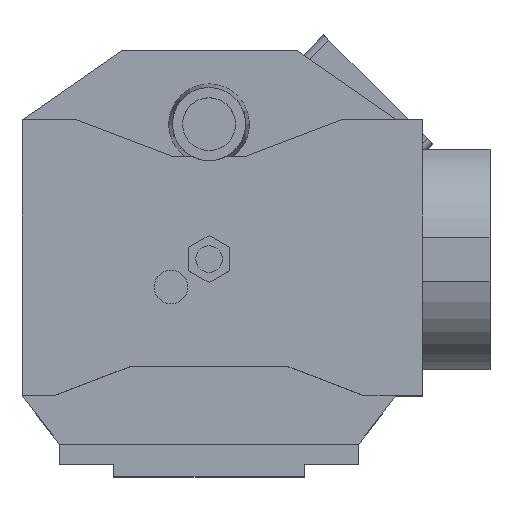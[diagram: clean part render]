
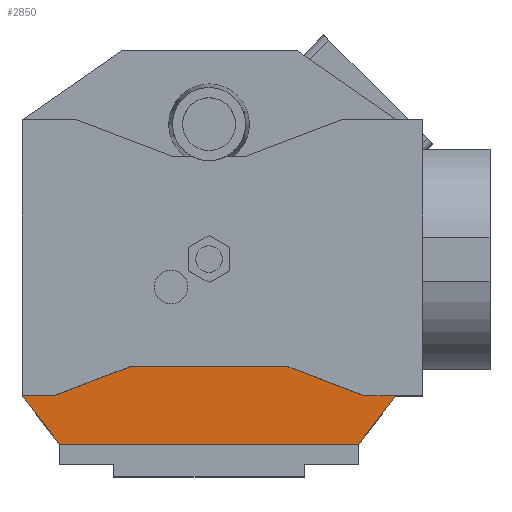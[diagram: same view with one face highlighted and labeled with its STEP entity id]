
A CAD part, top view. The second image highlights one B-rep face of the part: STEP entity #2850.
In plain terms, the highlighted planar face has unit normal (0, 0, 1).
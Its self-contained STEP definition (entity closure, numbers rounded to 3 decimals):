
#4 = LINE ( 'NONE', #2370, #2424 ) ;
#107 = EDGE_CURVE ( 'NONE', #3748, #2336, #912, .T. ) ;
#122 = EDGE_CURVE ( 'NONE', #3276, #1149, #1917, .T. ) ;
#191 = CARTESIAN_POINT ( 'NONE',  ( -127.5, -94., -48. ) ) ;
#324 = ORIENTED_EDGE ( 'NONE', *, *, #3864, .F. ) ;
#400 = CARTESIAN_POINT ( 'NONE',  ( 127.5, -94., -48. ) ) ;
#480 = DIRECTION ( 'NONE',  ( 0.934, -0.357, 0. ) ) ;
#615 = DIRECTION ( 'NONE',  ( 0.934, 0.357, 0. ) ) ;
#644 = DIRECTION ( 'NONE',  ( -0.611, -0.791, 0. ) ) ;
#657 = CARTESIAN_POINT ( 'NONE',  ( -127.5, -94., -48. ) ) ;
#700 = LINE ( 'NONE', #1641, #1565 ) ;
#829 = VERTEX_POINT ( 'NONE', #1366 ) ;
#912 = LINE ( 'NONE', #1275, #1821 ) ;
#990 = VECTOR ( 'NONE', #1276, 1000. ) ;
#1010 = VECTOR ( 'NONE', #644, 1000. ) ;
#1108 = VERTEX_POINT ( 'NONE', #400 ) ;
#1139 = CARTESIAN_POINT ( 'NONE',  ( 53.1, -74., -48. ) ) ;
#1149 = VERTEX_POINT ( 'NONE', #2229 ) ;
#1178 = ORIENTED_EDGE ( 'NONE', *, *, #3407, .F. ) ;
#1215 = ORIENTED_EDGE ( 'NONE', *, *, #3369, .F. ) ;
#1275 = CARTESIAN_POINT ( 'NONE',  ( -105.5, -94., -48. ) ) ;
#1276 = DIRECTION ( 'NONE',  ( -0.611, 0.791, 0. ) ) ;
#1366 = CARTESIAN_POINT ( 'NONE',  ( 105.5, -94., -48. ) ) ;
#1373 = LINE ( 'NONE', #657, #990 ) ;
#1375 = DIRECTION ( 'NONE',  ( 1., 0., 0. ) ) ;
#1378 = EDGE_CURVE ( 'NONE', #3790, #3748, #4, .T. ) ;
#1425 = EDGE_LOOP ( 'NONE', ( #3248, #2884, #2956, #324, #1178, #3152, #3566, #1215 ) ) ;
#1465 = VECTOR ( 'NONE', #1375, 1000. ) ;
#1565 = VECTOR ( 'NONE', #2860, 1000. ) ;
#1640 = EDGE_CURVE ( 'NONE', #1108, #3276, #2749, .T. ) ;
#1641 = CARTESIAN_POINT ( 'NONE',  ( -53.1, -74., -48. ) ) ;
#1683 = VERTEX_POINT ( 'NONE', #3984 ) ;
#1708 = CARTESIAN_POINT ( 'NONE',  ( 105.5, -94., -48. ) ) ;
#1718 = DIRECTION ( 'NONE',  ( 0., 0., 1. ) ) ;
#1749 = LINE ( 'NONE', #1139, #3788 ) ;
#1821 = VECTOR ( 'NONE', #615, 1000. ) ;
#1917 = LINE ( 'NONE', #2770, #2467 ) ;
#2036 = CARTESIAN_POINT ( 'NONE',  ( -105.5, -94., -48. ) ) ;
#2176 = CARTESIAN_POINT ( 'NONE',  ( 102., -127., -48. ) ) ;
#2229 = CARTESIAN_POINT ( 'NONE',  ( -102., -127., -48. ) ) ;
#2298 = PLANE ( 'NONE',  #2407 ) ;
#2336 = VERTEX_POINT ( 'NONE', #2504 ) ;
#2370 = CARTESIAN_POINT ( 'NONE',  ( -127.5, -94., -48. ) ) ;
#2407 = AXIS2_PLACEMENT_3D ( 'NONE', #3208, #1718, #2898 ) ;
#2424 = VECTOR ( 'NONE', #3253, 1000. ) ;
#2467 = VECTOR ( 'NONE', #2518, 1000. ) ;
#2504 = CARTESIAN_POINT ( 'NONE',  ( -53.1, -74., -48. ) ) ;
#2518 = DIRECTION ( 'NONE',  ( -1., 0., 0. ) ) ;
#2749 = LINE ( 'NONE', #2176, #1010 ) ;
#2770 = CARTESIAN_POINT ( 'NONE',  ( 0., -127., -48. ) ) ;
#2782 = FACE_OUTER_BOUND ( 'NONE', #1425, .T. ) ;
#2794 = CARTESIAN_POINT ( 'NONE',  ( 102., -127., -48. ) ) ;
#2850 = ADVANCED_FACE ( 'NONE', ( #2782 ), #2298, .T. ) ;
#2860 = DIRECTION ( 'NONE',  ( 1., 0., 0. ) ) ;
#2884 = ORIENTED_EDGE ( 'NONE', *, *, #1640, .F. ) ;
#2898 = DIRECTION ( 'NONE',  ( 1., 0., 0. ) ) ;
#2956 = ORIENTED_EDGE ( 'NONE', *, *, #3580, .F. ) ;
#3108 = LINE ( 'NONE', #1708, #1465 ) ;
#3152 = ORIENTED_EDGE ( 'NONE', *, *, #107, .F. ) ;
#3208 = CARTESIAN_POINT ( 'NONE',  ( 0., 0., -48. ) ) ;
#3248 = ORIENTED_EDGE ( 'NONE', *, *, #122, .F. ) ;
#3253 = DIRECTION ( 'NONE',  ( 1., 0., 0. ) ) ;
#3276 = VERTEX_POINT ( 'NONE', #2794 ) ;
#3369 = EDGE_CURVE ( 'NONE', #1149, #3790, #1373, .T. ) ;
#3407 = EDGE_CURVE ( 'NONE', #2336, #1683, #700, .T. ) ;
#3566 = ORIENTED_EDGE ( 'NONE', *, *, #1378, .F. ) ;
#3580 = EDGE_CURVE ( 'NONE', #829, #1108, #3108, .T. ) ;
#3748 = VERTEX_POINT ( 'NONE', #2036 ) ;
#3788 = VECTOR ( 'NONE', #480, 1000. ) ;
#3790 = VERTEX_POINT ( 'NONE', #191 ) ;
#3864 = EDGE_CURVE ( 'NONE', #1683, #829, #1749, .T. ) ;
#3984 = CARTESIAN_POINT ( 'NONE',  ( 53.1, -74., -48. ) ) ;
